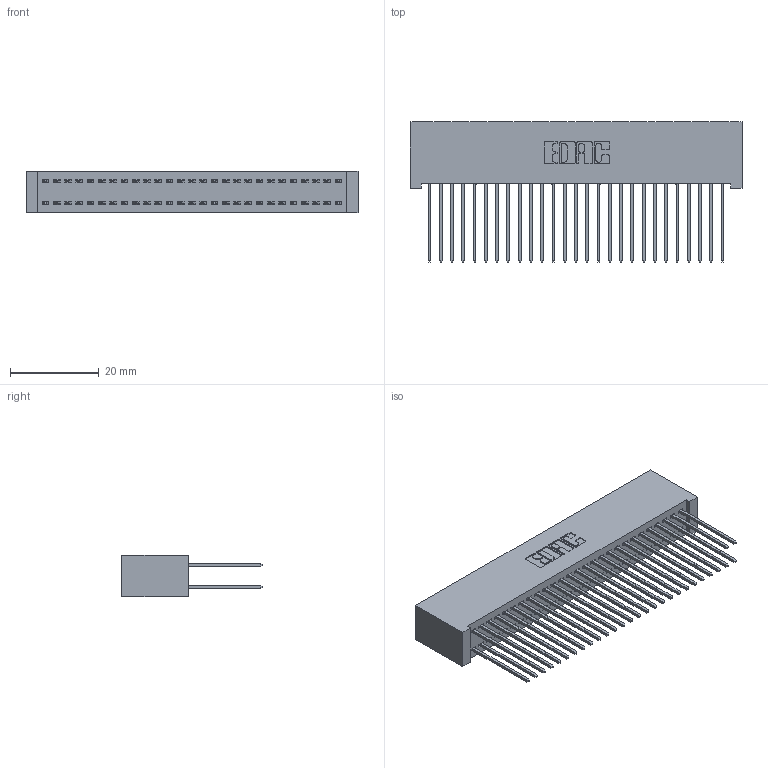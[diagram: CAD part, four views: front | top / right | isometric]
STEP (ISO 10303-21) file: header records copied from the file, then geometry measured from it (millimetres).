
FILE_DESCRIPTION (( 'STEP AP203' ), '1' );
FILE_NAME ('392-054-542-201.STEP', '2018-08-17T09:26:23', ( '' ), ( '' ), 'SwSTEP 2.0', 'SolidWorks 2016', '' );
FILE_SCHEMA (( 'CONFIG_CONTROL_DESIGN' ));
Length unit declared in the file: inch
Products named in the file (3): 342 Part_Lugless; 345-292-001_345-293-142; 392-054-542-201
Assembly tree (55 placements, depth 2):
  392-054-542-201
    342 Part_Lugless
    345-292-001_345-293-142  x54
Bounding box: 74.83 x 31.63 x 9.4 mm (x, y, z)
Volume: 7343.6 mm3; surface area: 13159.8 mm2
Topology: 55 solids, 55 shells, 2910 faces, 8645 edges, 5690 vertices
Faces by surface type: plane 2006, cylinder 904
Entity records: 18919 total; most frequent: CARTESIAN_POINT 3150, ORIENTED_EDGE 3086, DIRECTION 2711, EDGE_CURVE 1543, VECTOR 1423, LINE 1423, VERTEX_POINT 1026, AXIS2_PLACEMENT_3D 644
